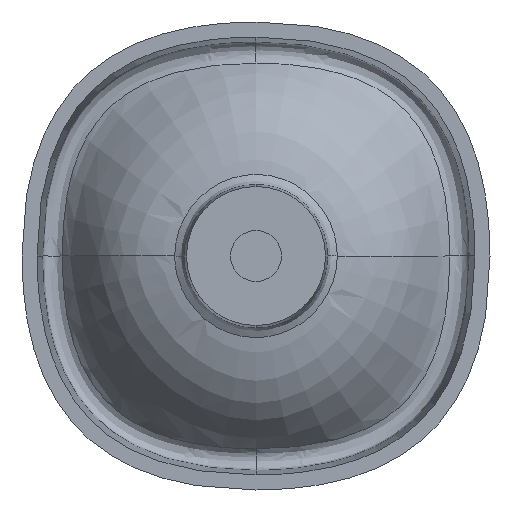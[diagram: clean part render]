
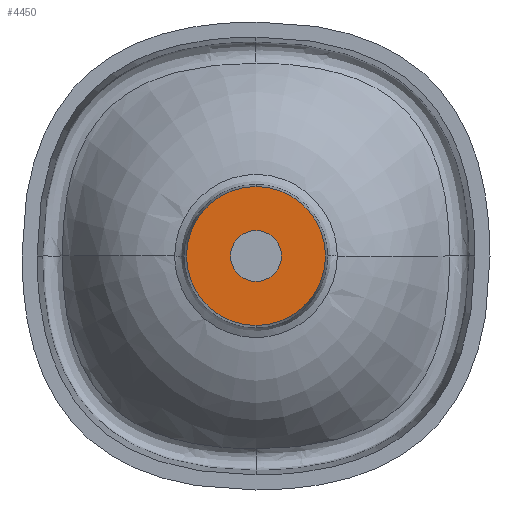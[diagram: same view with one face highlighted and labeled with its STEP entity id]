
A CAD part, front view. The second image highlights one B-rep face of the part: STEP entity #4450.
In plain terms, the highlighted planar face has unit normal (0, -1, 0).
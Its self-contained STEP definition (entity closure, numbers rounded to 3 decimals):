
#690 = CARTESIAN_POINT ( 'NONE',  ( 0., -141., 0. ) ) ;
#1700 = CARTESIAN_POINT ( 'NONE',  ( 0., -141., -60. ) ) ;
#2073 = VERTEX_POINT ( 'NONE', #14329 ) ;
#3390 = ORIENTED_EDGE ( 'NONE', *, *, #13579, .T. ) ;
#3861 = DIRECTION ( 'NONE',  ( 0., -1., 0. ) ) ;
#3945 = CARTESIAN_POINT ( 'NONE',  ( 0., -141., 60. ) ) ;
#4021 = DIRECTION ( 'NONE',  ( 0., 0., -1. ) ) ;
#4259 = CARTESIAN_POINT ( 'NONE',  ( 0., -141., 0. ) ) ;
#4269 = VERTEX_POINT ( 'NONE', #1700 ) ;
#4330 = FACE_OUTER_BOUND ( 'NONE', #4376, .T. ) ;
#4376 = EDGE_LOOP ( 'NONE', ( #11080, #9142 ) ) ;
#4450 = ADVANCED_FACE ( 'NONE', ( #8803, #4330 ), #6458, .T. ) ;
#4925 = AXIS2_PLACEMENT_3D ( 'NONE', #7978, #5402, #9182 ) ;
#4947 = CIRCLE ( 'NONE', #8102, 60. ) ;
#5402 = DIRECTION ( 'NONE',  ( 0., 1., 0. ) ) ;
#5671 = CIRCLE ( 'NONE', #9302, 22. ) ;
#5756 = DIRECTION ( 'NONE',  ( 0., 0., -1. ) ) ;
#6302 = EDGE_CURVE ( 'NONE', #9680, #4269, #4947, .T. ) ;
#6332 = CARTESIAN_POINT ( 'NONE',  ( -22., -141., 0. ) ) ;
#6384 = DIRECTION ( 'NONE',  ( 0., 0., -1. ) ) ;
#6458 = PLANE ( 'NONE',  #8826 ) ;
#6530 = DIRECTION ( 'NONE',  ( 0., -1., 0. ) ) ;
#7038 = CARTESIAN_POINT ( 'NONE',  ( 0., -141., 0. ) ) ;
#7126 = EDGE_CURVE ( 'NONE', #2073, #11009, #5671, .T. ) ;
#7127 = CIRCLE ( 'NONE', #9796, 60. ) ;
#7719 = DIRECTION ( 'NONE',  ( 0., 0., -1. ) ) ;
#7978 = CARTESIAN_POINT ( 'NONE',  ( 0., -141., 0. ) ) ;
#8102 = AXIS2_PLACEMENT_3D ( 'NONE', #7038, #13845, #5756 ) ;
#8739 = EDGE_LOOP ( 'NONE', ( #3390, #14806 ) ) ;
#8803 = FACE_BOUND ( 'NONE', #8739, .T. ) ;
#8826 = AXIS2_PLACEMENT_3D ( 'NONE', #4259, #6530, #6384 ) ;
#8925 = DIRECTION ( 'NONE',  ( 0., 1., 0. ) ) ;
#8974 = EDGE_CURVE ( 'NONE', #4269, #9680, #7127, .T. ) ;
#9142 = ORIENTED_EDGE ( 'NONE', *, *, #6302, .T. ) ;
#9182 = DIRECTION ( 'NONE',  ( 0., 0., -1. ) ) ;
#9302 = AXIS2_PLACEMENT_3D ( 'NONE', #690, #8925, #7719 ) ;
#9455 = CARTESIAN_POINT ( 'NONE',  ( 0., -141., 0. ) ) ;
#9680 = VERTEX_POINT ( 'NONE', #3945 ) ;
#9796 = AXIS2_PLACEMENT_3D ( 'NONE', #9455, #3861, #4021 ) ;
#10969 = CIRCLE ( 'NONE', #4925, 22. ) ;
#11009 = VERTEX_POINT ( 'NONE', #6332 ) ;
#11080 = ORIENTED_EDGE ( 'NONE', *, *, #8974, .T. ) ;
#13579 = EDGE_CURVE ( 'NONE', #11009, #2073, #10969, .T. ) ;
#13845 = DIRECTION ( 'NONE',  ( 0., -1., 0. ) ) ;
#14329 = CARTESIAN_POINT ( 'NONE',  ( 22., -141., 0. ) ) ;
#14806 = ORIENTED_EDGE ( 'NONE', *, *, #7126, .T. ) ;
